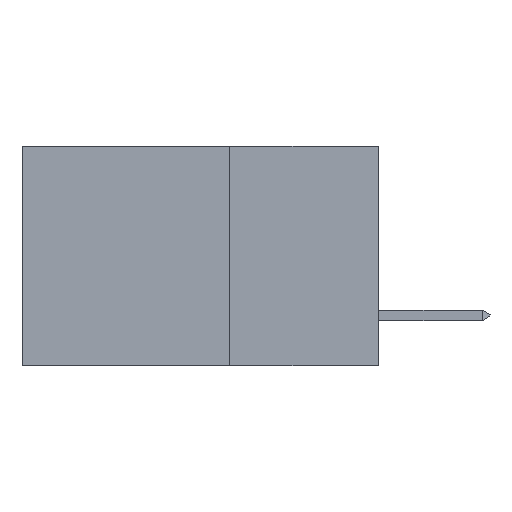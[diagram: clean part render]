
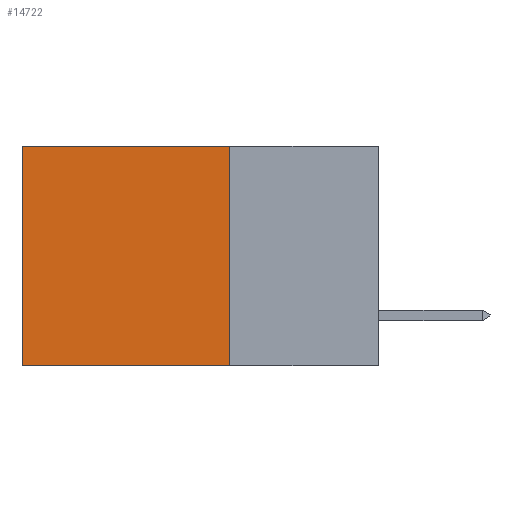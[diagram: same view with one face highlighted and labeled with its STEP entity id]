
A CAD part, left-side view. The second image highlights one B-rep face of the part: STEP entity #14722.
In plain terms, the highlighted planar face has unit normal (-1, 0, 0).
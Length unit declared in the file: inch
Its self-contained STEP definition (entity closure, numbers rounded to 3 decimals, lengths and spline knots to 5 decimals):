
#377 = CARTESIAN_POINT ( 'NONE',  ( 0.2615, 0.25, -0.37 ) ) ;
#986 = EDGE_CURVE ( 'NONE', #9045, #4880, #22698, .T. ) ;
#1943 = DIRECTION ( 'NONE',  ( 0., 0., -1. ) ) ;
#2460 = VECTOR ( 'NONE', #4222, 39.37008 ) ;
#2896 = ORIENTED_EDGE ( 'NONE', *, *, #21868, .T. ) ;
#3055 = FACE_OUTER_BOUND ( 'NONE', #6381, .T. ) ;
#3169 = CARTESIAN_POINT ( 'NONE',  ( 0.2615, 0.25, -0.37 ) ) ;
#4023 = CARTESIAN_POINT ( 'NONE',  ( 0.2615, 0.25, 0. ) ) ;
#4222 = DIRECTION ( 'NONE',  ( 0., 1., 0. ) ) ;
#4270 = DIRECTION ( 'NONE',  ( 1., 0., 0. ) ) ;
#4548 = CARTESIAN_POINT ( 'NONE',  ( 0.2615, 0.25, -0.37 ) ) ;
#4880 = VERTEX_POINT ( 'NONE', #12605 ) ;
#5917 = AXIS2_PLACEMENT_3D ( 'NONE', #377, #4270, #17763 ) ;
#6381 = EDGE_LOOP ( 'NONE', ( #2896, #24560, #20891, #18657 ) ) ;
#6536 = VERTEX_POINT ( 'NONE', #19791 ) ;
#7690 = EDGE_CURVE ( 'NONE', #19608, #9045, #16719, .T. ) ;
#8968 = DIRECTION ( 'NONE',  ( 0., 0., -1. ) ) ;
#9045 = VERTEX_POINT ( 'NONE', #9715 ) ;
#9715 = CARTESIAN_POINT ( 'NONE',  ( 0.2615, 0.25, -0.37 ) ) ;
#10280 = VECTOR ( 'NONE', #8968, 39.37008 ) ;
#10452 = VECTOR ( 'NONE', #1943, 39.37008 ) ;
#12455 = EDGE_CURVE ( 'NONE', #19608, #6536, #18243, .T. ) ;
#12605 = CARTESIAN_POINT ( 'NONE',  ( 0.2615, 0.6, -0.37 ) ) ;
#14722 = ADVANCED_FACE ( 'NONE', ( #3055 ), #21345, .F. ) ;
#15977 = LINE ( 'NONE', #18423, #10280 ) ;
#16719 = LINE ( 'NONE', #3169, #10452 ) ;
#17645 = VECTOR ( 'NONE', #23136, 39.37008 ) ;
#17763 = DIRECTION ( 'NONE',  ( 0., 0., -1. ) ) ;
#18243 = LINE ( 'NONE', #23443, #17645 ) ;
#18423 = CARTESIAN_POINT ( 'NONE',  ( 0.2615, 0.6, -0.37 ) ) ;
#18657 = ORIENTED_EDGE ( 'NONE', *, *, #12455, .T. ) ;
#19608 = VERTEX_POINT ( 'NONE', #4023 ) ;
#19791 = CARTESIAN_POINT ( 'NONE',  ( 0.2615, 0.6, 0. ) ) ;
#20891 = ORIENTED_EDGE ( 'NONE', *, *, #7690, .F. ) ;
#21345 = PLANE ( 'NONE',  #5917 ) ;
#21868 = EDGE_CURVE ( 'NONE', #6536, #4880, #15977, .T. ) ;
#22698 = LINE ( 'NONE', #4548, #2460 ) ;
#23136 = DIRECTION ( 'NONE',  ( 0., 1., 0. ) ) ;
#23443 = CARTESIAN_POINT ( 'NONE',  ( 0.2615, 0.25, 0. ) ) ;
#24560 = ORIENTED_EDGE ( 'NONE', *, *, #986, .F. ) ;
